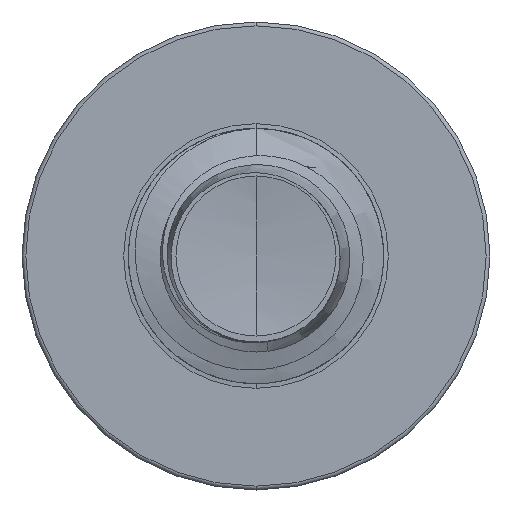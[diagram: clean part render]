
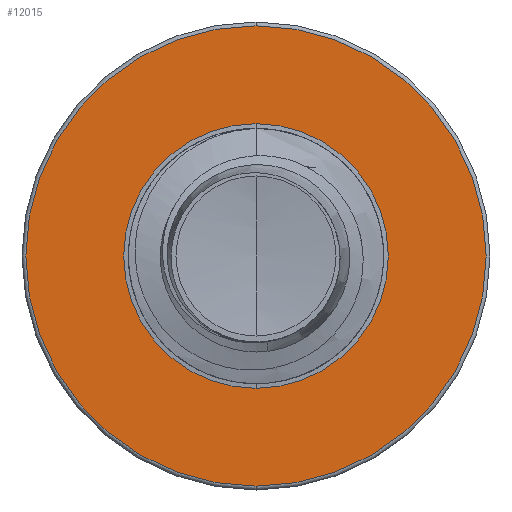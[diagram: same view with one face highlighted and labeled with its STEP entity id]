
A CAD part, front view. The second image highlights one B-rep face of the part: STEP entity #12015.
In plain terms, the highlighted planar face has unit normal (0, -1, 0).
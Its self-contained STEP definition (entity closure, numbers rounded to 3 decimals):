
#428 = DIRECTION ( 'NONE',  ( 0., 0., 1. ) ) ;
#495 = DIRECTION ( 'NONE',  ( 0., 0., 1. ) ) ;
#844 = VERTEX_POINT ( 'NONE', #7131 ) ;
#1238 = AXIS2_PLACEMENT_3D ( 'NONE', #2317, #10958, #495 ) ;
#1934 = CARTESIAN_POINT ( 'NONE',  ( 0., 6.5, 0.933 ) ) ;
#2317 = CARTESIAN_POINT ( 'NONE',  ( 0., 6.5, -0.933 ) ) ;
#2733 = AXIS2_PLACEMENT_3D ( 'NONE', #3531, #14871, #5322 ) ;
#3403 = VERTEX_POINT ( 'NONE', #8191 ) ;
#3531 = CARTESIAN_POINT ( 'NONE',  ( 0., 6.5, 0. ) ) ;
#4618 = EDGE_CURVE ( 'NONE', #3403, #844, #19086, .T. ) ;
#5067 = ORIENTED_EDGE ( 'NONE', *, *, #14450, .T. ) ;
#5141 = DIRECTION ( 'NONE',  ( 0., 1., 0. ) ) ;
#5322 = DIRECTION ( 'NONE',  ( 0., 0., 1. ) ) ;
#5915 = VERTEX_POINT ( 'NONE', #1934 ) ;
#7131 = CARTESIAN_POINT ( 'NONE',  ( 0., 6.5, 1.623 ) ) ;
#7196 = DIRECTION ( 'NONE',  ( 0., 0., 1. ) ) ;
#7225 = DIRECTION ( 'NONE',  ( 0., 1., 0. ) ) ;
#7252 = CARTESIAN_POINT ( 'NONE',  ( 0., 6.5, 0. ) ) ;
#8191 = CARTESIAN_POINT ( 'NONE',  ( 0., 6.5, -1.623 ) ) ;
#8528 = CARTESIAN_POINT ( 'NONE',  ( 0., 6.5, -0.933 ) ) ;
#9064 = EDGE_CURVE ( 'NONE', #844, #3403, #10562, .T. ) ;
#9350 = AXIS2_PLACEMENT_3D ( 'NONE', #14727, #5141, #16130 ) ;
#10153 = EDGE_LOOP ( 'NONE', ( #13723, #14143 ) ) ;
#10362 = AXIS2_PLACEMENT_3D ( 'NONE', #19458, #10905, #428 ) ;
#10524 = CIRCLE ( 'NONE', #9350, 0.933 ) ;
#10562 = CIRCLE ( 'NONE', #10362, 1.623 ) ;
#10905 = DIRECTION ( 'NONE',  ( 0., 1., 0. ) ) ;
#10958 = DIRECTION ( 'NONE',  ( 0., 1., 0. ) ) ;
#12015 = ADVANCED_FACE ( 'NONE', ( #16273, #19535 ), #19506, .F. ) ;
#13723 = ORIENTED_EDGE ( 'NONE', *, *, #9064, .F. ) ;
#14143 = ORIENTED_EDGE ( 'NONE', *, *, #4618, .F. ) ;
#14165 = VERTEX_POINT ( 'NONE', #8528 ) ;
#14450 = EDGE_CURVE ( 'NONE', #14165, #5915, #17901, .T. ) ;
#14509 = AXIS2_PLACEMENT_3D ( 'NONE', #7252, #7225, #7196 ) ;
#14727 = CARTESIAN_POINT ( 'NONE',  ( 0., 6.5, 0. ) ) ;
#14768 = ORIENTED_EDGE ( 'NONE', *, *, #16594, .T. ) ;
#14871 = DIRECTION ( 'NONE',  ( 0., 1., 0. ) ) ;
#16130 = DIRECTION ( 'NONE',  ( 0., 0., 1. ) ) ;
#16273 = FACE_OUTER_BOUND ( 'NONE', #10153, .T. ) ;
#16594 = EDGE_CURVE ( 'NONE', #5915, #14165, #10524, .T. ) ;
#17901 = CIRCLE ( 'NONE', #2733, 0.933 ) ;
#19086 = CIRCLE ( 'NONE', #14509, 1.623 ) ;
#19397 = EDGE_LOOP ( 'NONE', ( #14768, #5067 ) ) ;
#19458 = CARTESIAN_POINT ( 'NONE',  ( 0., 6.5, 0. ) ) ;
#19506 = PLANE ( 'NONE',  #1238 ) ;
#19535 = FACE_BOUND ( 'NONE', #19397, .T. ) ;
